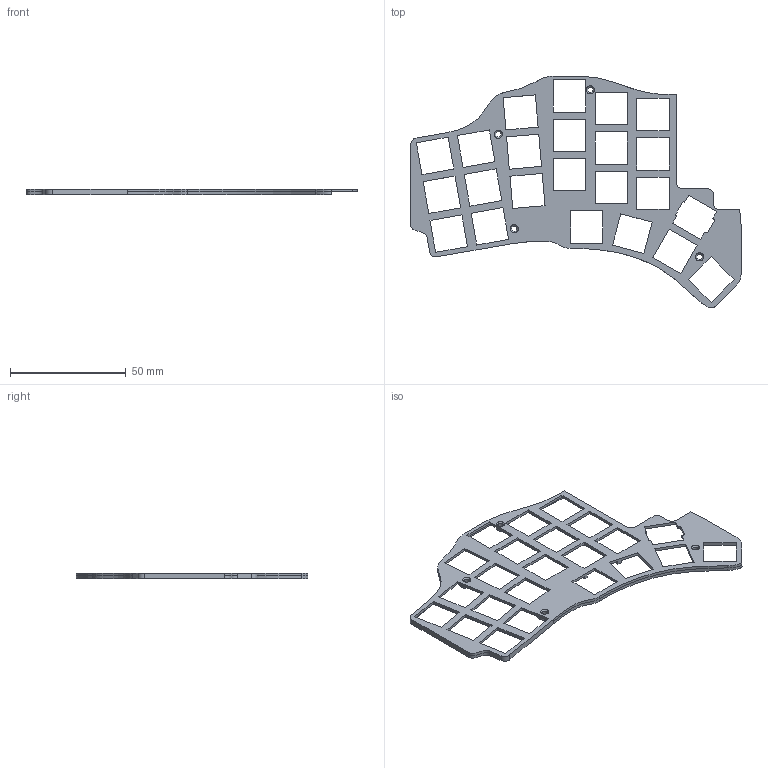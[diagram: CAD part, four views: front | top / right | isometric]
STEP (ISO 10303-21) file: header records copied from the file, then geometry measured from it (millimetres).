
FILE_DESCRIPTION(/* description */ ('STEP AP242','CAx-IF Rec.Pracs.---Representation and Presentation of Product Manufacturing Information (PMI)---4.0---2014-10-13','CAx-IF Rec.Pracs.---3D Tessellated Geometry---0.4---2014-09-14','2;1'),/* implementation_level */ '2;1');
FILE_NAME(/* name */ '64d7b54e33fddd2d94e4d4e4',/* time_stamp */ '2023-08-12T16:37:34Z',/* author */ (''),/* organization */ (''),/* preprocessor_version */ 'ST-DEVELOPER v19.4',/* originating_system */ ' ',/* authorisation */ ' ');
FILE_SCHEMA (('AP242_MANAGED_MODEL_BASED_3D_ENGINEERING_MIM_LF { 1 0 10303 442 1 1 4 }'));
Length unit declared in the file: metre
Products named in the file (1): switch_plate
Bounding box: 142.49 x 99.87 x 2.5 mm (x, y, z)
Volume: 6131.1 mm3; surface area: 12202.7 mm2
Topology: 1 solids, 1 shells, 198 faces, 567 edges, 374 vertices
Faces by surface type: plane 141, bspline 32, cylinder 21, cone 4
Full cylindrical faces by diameter (mm): 2.4 x4, 6 x1
Entity records: 7265 total; most frequent: CARTESIAN_POINT 2170, ORIENTED_EDGE 1116, DIRECTION 876, EDGE_CURVE 558, LINE 450, VECTOR 450, VERTEX_POINT 374, EDGE_LOOP 264
